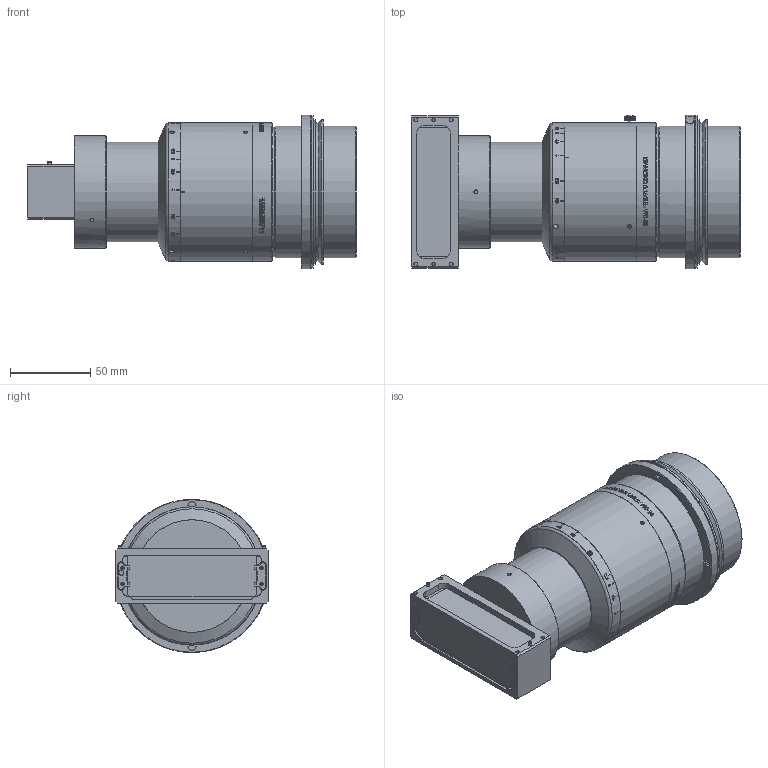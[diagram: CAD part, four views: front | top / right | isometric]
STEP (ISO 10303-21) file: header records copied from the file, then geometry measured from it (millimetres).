
FILE_DESCRIPTION(/* description */ (''),/* implementation_level */ '2;1');
FILE_NAME(/* name */ '1079718_00156154_003.stp',/* time_stamp */ '2022-09-01T13:08:46+02:00',/* author */ (''),/* organization */ (''),/* preprocessor_version */ 'ST-DEVELOPER v16',/* originating_system */ 'SIEMENS PLM Software NX 10.0',/* authorisation */ '');
FILE_SCHEMA (('AP203_CONFIGURATION_CONTROLLED_3D_DESIGN_OF_MECHANICAL_PARTS_AND_ASSEMBLIES_MIM_LF { 1 0 10303 403 2 1 2}'));
Length unit declared in the file: millimetre
Products named in the file (1): Guge99B81CFBimsa
Bounding box: 204.5 x 95.59 x 95.6 mm (x, y, z)
Volume: 863234.1 mm3; surface area: 100121.6 mm2
Topology: 2 solids, 10 shells, 902 faces, 2767 edges, 2121 vertices
Faces by surface type: plane 496, cylinder 322, cone 54, extrusion 26, sphere 2, torus 2
Full cylindrical faces by diameter (mm): 1.183 x1, 1.4 x4, 1.5 x4, 2 x7, 2.135 x1, 2.2 x2, 2.4 x4, 2.5 x4, 2.8 x1, 3 x4, 4.5 x1, 52 x1, 52.293 x1, 61.2 x1, 62 x1, 62.2 x2, 62.4 x1, 62.5 x1, 66 x1, 70 x1, 71.5 x1, 72.4 x1, 72.9 x1, 73.513 x1, 74.2 x1, 80.774 x1, 82 x2, 85 x1, 86 x3, 86.01 x1
Entity records: 36704 total; most frequent: CARTESIAN_POINT 13758, ORIENTED_EDGE 5155, DIRECTION 3683, EDGE_CURVE 2601, VERTEX_POINT 2059, AXIS2_PLACEMENT_3D 1288, EDGE_LOOP 1273, VECTOR 1107
